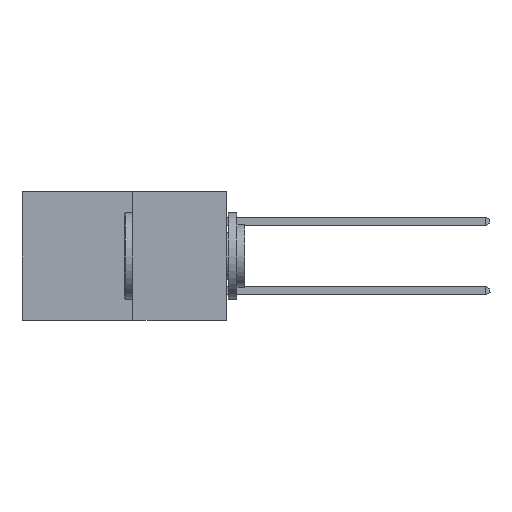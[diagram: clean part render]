
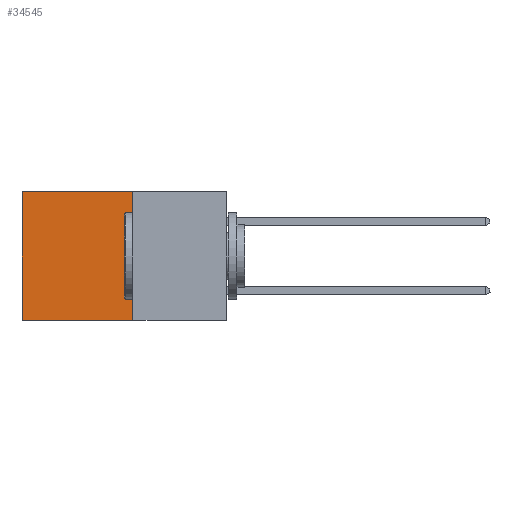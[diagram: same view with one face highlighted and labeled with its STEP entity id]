
A CAD part, left-side view. The second image highlights one B-rep face of the part: STEP entity #34545.
In plain terms, the highlighted planar face has unit normal (-1, 0, 0).
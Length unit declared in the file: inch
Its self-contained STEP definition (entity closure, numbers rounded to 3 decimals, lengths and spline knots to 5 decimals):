
#171 = ORIENTED_EDGE ( 'NONE', *, *, #2606, .T. ) ;
#837 = EDGE_CURVE ( 'NONE', #32801, #32068, #28429, .T. ) ;
#2606 = EDGE_CURVE ( 'NONE', #22438, #32801, #19894, .T. ) ;
#4130 = VECTOR ( 'NONE', #21471, 39.37008 ) ;
#4138 = DIRECTION ( 'NONE',  ( 0., 1., 0. ) ) ;
#5008 = ORIENTED_EDGE ( 'NONE', *, *, #22212, .F. ) ;
#5133 = CARTESIAN_POINT ( 'NONE',  ( 0.277, 0.59, -0.37 ) ) ;
#5206 = VECTOR ( 'NONE', #4138, 39.37008 ) ;
#5806 = CARTESIAN_POINT ( 'NONE',  ( 0.277, 0.27, 0. ) ) ;
#6522 = EDGE_LOOP ( 'NONE', ( #13480, #23477, #5008, #171 ) ) ;
#7151 = PLANE ( 'NONE',  #9858 ) ;
#8091 = CARTESIAN_POINT ( 'NONE',  ( 0.277, 0.59, 0. ) ) ;
#9858 = AXIS2_PLACEMENT_3D ( 'NONE', #17941, #9916, #28913 ) ;
#9916 = DIRECTION ( 'NONE',  ( 1., 0., 0. ) ) ;
#10792 = FACE_OUTER_BOUND ( 'NONE', #6522, .T. ) ;
#11021 = VECTOR ( 'NONE', #29385, 39.37008 ) ;
#12512 = LINE ( 'NONE', #28558, #5206 ) ;
#13480 = ORIENTED_EDGE ( 'NONE', *, *, #837, .T. ) ;
#17941 = CARTESIAN_POINT ( 'NONE',  ( 0.277, 0.27, -0.37 ) ) ;
#18191 = LINE ( 'NONE', #21159, #11021 ) ;
#19894 = LINE ( 'NONE', #26793, #25491 ) ;
#20915 = CARTESIAN_POINT ( 'NONE',  ( 0.277, 0.59, -0.37 ) ) ;
#21159 = CARTESIAN_POINT ( 'NONE',  ( 0.277, 0.27, -0.37 ) ) ;
#21471 = DIRECTION ( 'NONE',  ( 0., 0., -1. ) ) ;
#22212 = EDGE_CURVE ( 'NONE', #22438, #22689, #18191, .T. ) ;
#22438 = VERTEX_POINT ( 'NONE', #5806 ) ;
#22689 = VERTEX_POINT ( 'NONE', #23073 ) ;
#23073 = CARTESIAN_POINT ( 'NONE',  ( 0.277, 0.27, -0.37 ) ) ;
#23477 = ORIENTED_EDGE ( 'NONE', *, *, #34475, .F. ) ;
#25491 = VECTOR ( 'NONE', #26042, 39.37008 ) ;
#26042 = DIRECTION ( 'NONE',  ( 0., 1., 0. ) ) ;
#26793 = CARTESIAN_POINT ( 'NONE',  ( 0.277, 0.27, 0. ) ) ;
#28429 = LINE ( 'NONE', #20915, #4130 ) ;
#28558 = CARTESIAN_POINT ( 'NONE',  ( 0.277, 0.27, -0.37 ) ) ;
#28913 = DIRECTION ( 'NONE',  ( 0., 0., -1. ) ) ;
#29385 = DIRECTION ( 'NONE',  ( 0., 0., -1. ) ) ;
#32068 = VERTEX_POINT ( 'NONE', #5133 ) ;
#32801 = VERTEX_POINT ( 'NONE', #8091 ) ;
#34475 = EDGE_CURVE ( 'NONE', #22689, #32068, #12512, .T. ) ;
#34545 = ADVANCED_FACE ( 'NONE', ( #10792 ), #7151, .F. ) ;
